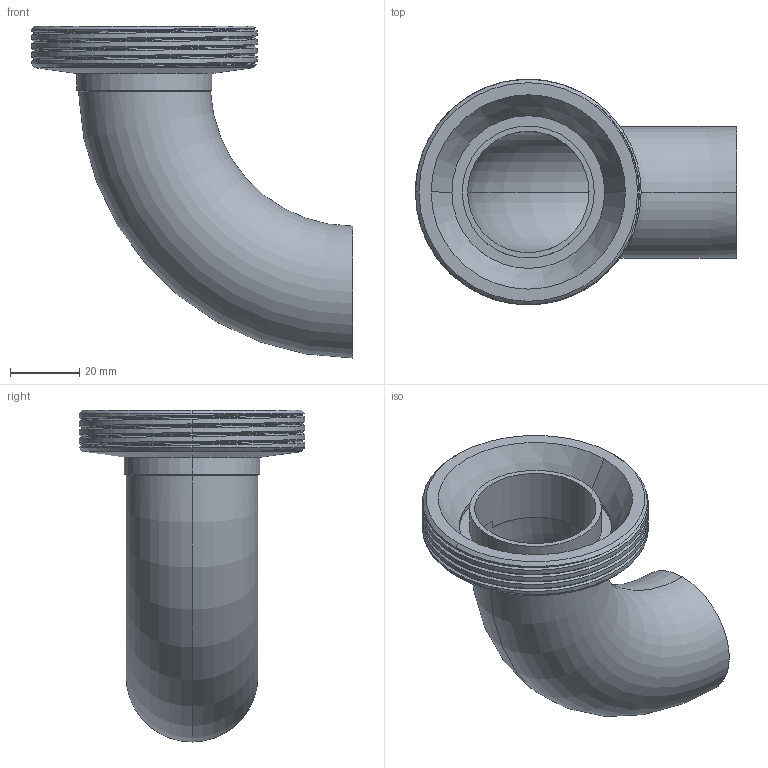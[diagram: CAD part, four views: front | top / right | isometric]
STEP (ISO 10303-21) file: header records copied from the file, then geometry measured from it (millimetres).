
FILE_DESCRIPTION (( 'STEP AP203' ), '1' );
FILE_NAME ('3D_M-3004_40_174784280.STEP', '2024-09-10T05:33:26', ( '' ), ( '' ), 'SwSTEP 2.0', 'SolidWorks 2024', '' );
FILE_SCHEMA (( 'CONFIG_CONTROL_DESIGN' ));
Length unit declared in the file: millimetre
Products named in the file (1): 3D_M-3004_40_174784280
Bounding box: 92.5 x 64.97 x 95.66 mm (x, y, z)
Volume: 37503.2 mm3; surface area: 32823 mm2
Topology: 1 solids, 1 shells, 42 faces, 103 edges, 65 vertices
Faces by surface type: cylinder 18, cone 10, plane 7, torus 4, bspline 3
Entity records: 2490 total; most frequent: CARTESIAN_POINT 1493, ORIENTED_EDGE 206, DIRECTION 183, EDGE_CURVE 103, AXIS2_PLACEMENT_3D 78, VERTEX_POINT 65, EDGE_LOOP 46, ADVANCED_FACE 42
